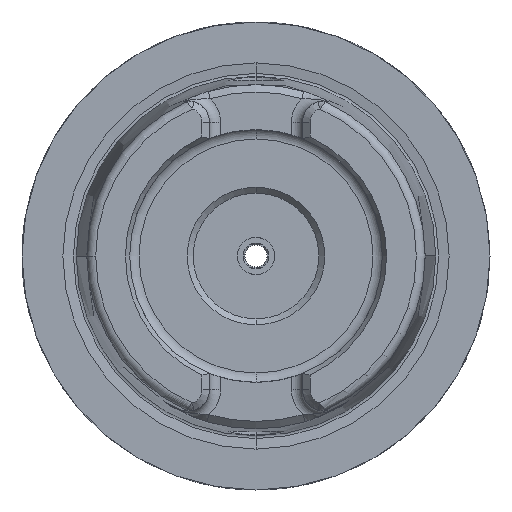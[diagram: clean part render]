
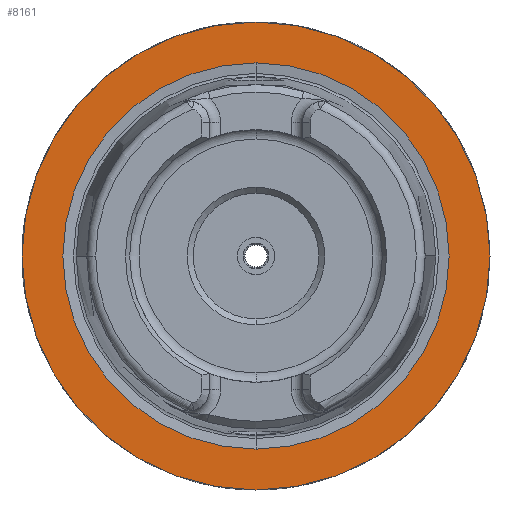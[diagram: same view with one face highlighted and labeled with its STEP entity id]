
A CAD part, left-side view. The second image highlights one B-rep face of the part: STEP entity #8161.
In plain terms, the highlighted planar face has unit normal (-1, 0, 0).
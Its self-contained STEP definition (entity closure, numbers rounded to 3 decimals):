
#179 = EDGE_LOOP ( 'NONE', ( #3458, #3408 ) ) ;
#205 = AXIS2_PLACEMENT_3D ( 'NONE', #2566, #11687, #3875 ) ;
#572 = FACE_OUTER_BOUND ( 'NONE', #179, .T. ) ;
#815 = CIRCLE ( 'NONE', #11634, 25.995 ) ;
#822 = AXIS2_PLACEMENT_3D ( 'NONE', #9370, #1547, #10679 ) ;
#999 = CIRCLE ( 'NONE', #7728, 25.995 ) ;
#1093 = PLANE ( 'NONE',  #4640 ) ;
#1547 = DIRECTION ( 'NONE',  ( -1., 0., 0. ) ) ;
#1979 = CIRCLE ( 'NONE', #822, 31.5 ) ;
#2187 = CARTESIAN_POINT ( 'NONE',  ( 0., 0., 0. ) ) ;
#2464 = DIRECTION ( 'NONE',  ( 1., 0., 0. ) ) ;
#2503 = CARTESIAN_POINT ( 'NONE',  ( 0., 0., 0. ) ) ;
#2555 = EDGE_CURVE ( 'NONE', #3765, #7596, #815, .T. ) ;
#2566 = CARTESIAN_POINT ( 'NONE',  ( 0., 0., 0. ) ) ;
#3256 = CARTESIAN_POINT ( 'NONE',  ( 0., 0., -25.995 ) ) ;
#3408 = ORIENTED_EDGE ( 'NONE', *, *, #6133, .T. ) ;
#3458 = ORIENTED_EDGE ( 'NONE', *, *, #16813, .T. ) ;
#3493 = DIRECTION ( 'NONE',  ( 0., 0., 1. ) ) ;
#3765 = VERTEX_POINT ( 'NONE', #8844 ) ;
#3790 = DIRECTION ( 'NONE',  ( 0., 0., 1. ) ) ;
#3875 = DIRECTION ( 'NONE',  ( 0., 0., 1. ) ) ;
#4640 = AXIS2_PLACEMENT_3D ( 'NONE', #10263, #2464, #11577 ) ;
#5454 = VERTEX_POINT ( 'NONE', #7543 ) ;
#5968 = ORIENTED_EDGE ( 'NONE', *, *, #9123, .F. ) ;
#6133 = EDGE_CURVE ( 'NONE', #5454, #14206, #11915, .T. ) ;
#7111 = FACE_BOUND ( 'NONE', #14437, .T. ) ;
#7449 = ORIENTED_EDGE ( 'NONE', *, *, #2555, .F. ) ;
#7543 = CARTESIAN_POINT ( 'NONE',  ( 0., 0., -31.5 ) ) ;
#7596 = VERTEX_POINT ( 'NONE', #3256 ) ;
#7728 = AXIS2_PLACEMENT_3D ( 'NONE', #2503, #11617, #3790 ) ;
#8161 = ADVANCED_FACE ( 'NONE', ( #572, #7111 ), #1093, .F. ) ;
#8844 = CARTESIAN_POINT ( 'NONE',  ( 0., 0., 25.995 ) ) ;
#9123 = EDGE_CURVE ( 'NONE', #7596, #3765, #999, .T. ) ;
#9370 = CARTESIAN_POINT ( 'NONE',  ( 0., 0., 0. ) ) ;
#10263 = CARTESIAN_POINT ( 'NONE',  ( 0., 0., 0. ) ) ;
#10679 = DIRECTION ( 'NONE',  ( 0., 0., 1. ) ) ;
#11317 = DIRECTION ( 'NONE',  ( -1., 0., 0. ) ) ;
#11577 = DIRECTION ( 'NONE',  ( 0., 0., -1. ) ) ;
#11617 = DIRECTION ( 'NONE',  ( -1., 0., 0. ) ) ;
#11634 = AXIS2_PLACEMENT_3D ( 'NONE', #2187, #11317, #3493 ) ;
#11687 = DIRECTION ( 'NONE',  ( -1., 0., 0. ) ) ;
#11915 = CIRCLE ( 'NONE', #205, 31.5 ) ;
#12232 = CARTESIAN_POINT ( 'NONE',  ( 0., 0., 31.5 ) ) ;
#14206 = VERTEX_POINT ( 'NONE', #12232 ) ;
#14437 = EDGE_LOOP ( 'NONE', ( #7449, #5968 ) ) ;
#16813 = EDGE_CURVE ( 'NONE', #14206, #5454, #1979, .T. ) ;
